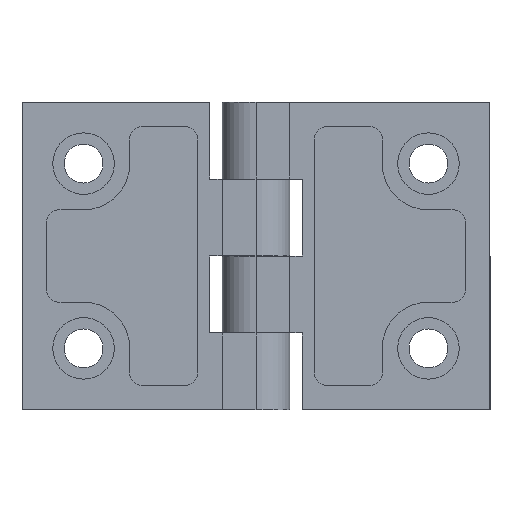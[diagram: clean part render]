
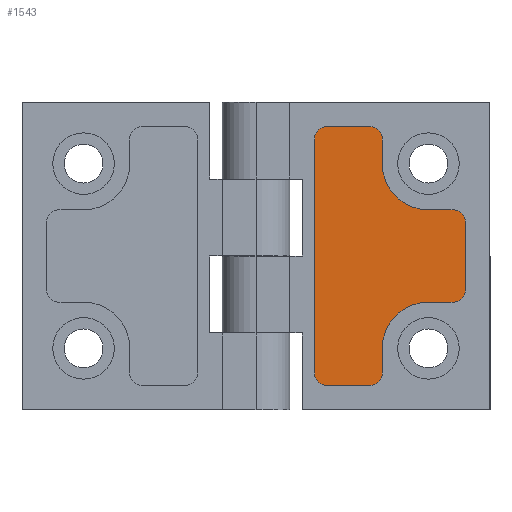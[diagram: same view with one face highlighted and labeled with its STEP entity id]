
A CAD part, front view. The second image highlights one B-rep face of the part: STEP entity #1543.
In plain terms, the highlighted planar face has unit normal (0, -1, 0).
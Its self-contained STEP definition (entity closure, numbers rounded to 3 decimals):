
#21 = AXIS2_PLACEMENT_3D ( 'NONE', #1953, #1948, #151 ) ;
#25 = ORIENTED_EDGE ( 'NONE', *, *, #635, .T. ) ;
#47 = CARTESIAN_POINT ( 'NONE',  ( -9.5, -3., -19. ) ) ;
#56 = VERTEX_POINT ( 'NONE', #885 ) ;
#58 = AXIS2_PLACEMENT_3D ( 'NONE', #636, #642, #641 ) ;
#92 = CIRCLE ( 'NONE', #1034, 2. ) ;
#98 = ORIENTED_EDGE ( 'NONE', *, *, #497, .T. ) ;
#123 = DIRECTION ( 'NONE',  ( -1., 0., 0. ) ) ;
#125 = EDGE_CURVE ( 'NONE', #1546, #1194, #1583, .T. ) ;
#133 = EDGE_CURVE ( 'NONE', #56, #1546, #343, .T. ) ;
#151 = DIRECTION ( 'NONE',  ( 0., 0., 1. ) ) ;
#160 = DIRECTION ( 'NONE',  ( 0., 0., 1. ) ) ;
#188 = CARTESIAN_POINT ( 'NONE',  ( -18.5, -3., 21. ) ) ;
#196 = VERTEX_POINT ( 'NONE', #354 ) ;
#203 = CARTESIAN_POINT ( 'NONE',  ( -18.5, -3., 21. ) ) ;
#206 = ORIENTED_EDGE ( 'NONE', *, *, #621, .T. ) ;
#213 = EDGE_CURVE ( 'NONE', #1187, #1217, #1401, .T. ) ;
#240 = CARTESIAN_POINT ( 'NONE',  ( -32., -3., -7.5 ) ) ;
#241 = CARTESIAN_POINT ( 'NONE',  ( -20.5, -3., -15. ) ) ;
#242 = CARTESIAN_POINT ( 'NONE',  ( -11.5, -3., 21. ) ) ;
#312 = ORIENTED_EDGE ( 'NONE', *, *, #125, .T. ) ;
#343 = LINE ( 'NONE', #542, #500 ) ;
#348 = AXIS2_PLACEMENT_3D ( 'NONE', #1415, #1410, #1408 ) ;
#354 = CARTESIAN_POINT ( 'NONE',  ( -20.5, -3., 19. ) ) ;
#359 = EDGE_CURVE ( 'NONE', #1757, #1187, #478, .T. ) ;
#366 = EDGE_CURVE ( 'NONE', #1570, #56, #92, .T. ) ;
#370 = EDGE_CURVE ( 'NONE', #1368, #1757, #752, .T. ) ;
#387 = VERTEX_POINT ( 'NONE', #1544 ) ;
#391 = EDGE_CURVE ( 'NONE', #880, #565, #1612, .T. ) ;
#426 = EDGE_CURVE ( 'NONE', #710, #880, #1957, .T. ) ;
#435 = FACE_OUTER_BOUND ( 'NONE', #1879, .T. ) ;
#437 = EDGE_CURVE ( 'NONE', #1474, #710, #1919, .T. ) ;
#444 = EDGE_CURVE ( 'NONE', #872, #1474, #670, .T. ) ;
#468 = DIRECTION ( 'NONE',  ( 0., 0., -1. ) ) ;
#478 = CIRCLE ( 'NONE', #1045, 2. ) ;
#497 = EDGE_CURVE ( 'NONE', #1217, #196, #1877, .T. ) ;
#500 = VECTOR ( 'NONE', #468, 1000. ) ;
#542 = CARTESIAN_POINT ( 'NONE',  ( -34., -3., 5.5 ) ) ;
#565 = VERTEX_POINT ( 'NONE', #1272 ) ;
#575 = CARTESIAN_POINT ( 'NONE',  ( -18.5, -3., -21. ) ) ;
#597 = EDGE_CURVE ( 'NONE', #196, #794, #861, .T. ) ;
#612 = CARTESIAN_POINT ( 'NONE',  ( -28., -3., -7.5 ) ) ;
#621 = EDGE_CURVE ( 'NONE', #1194, #872, #1287, .T. ) ;
#635 = EDGE_CURVE ( 'NONE', #565, #1368, #1742, .T. ) ;
#636 = CARTESIAN_POINT ( 'NONE',  ( -32., -3., -5.5 ) ) ;
#641 = DIRECTION ( 'NONE',  ( 0., 0., -1. ) ) ;
#642 = DIRECTION ( 'NONE',  ( 0., -1., 0. ) ) ;
#670 = CIRCLE ( 'NONE', #348, 7.5 ) ;
#676 = EDGE_CURVE ( 'NONE', #794, #387, #779, .T. ) ;
#680 = ORIENTED_EDGE ( 'NONE', *, *, #676, .T. ) ;
#704 = EDGE_CURVE ( 'NONE', #387, #1570, #748, .T. ) ;
#710 = VERTEX_POINT ( 'NONE', #879 ) ;
#731 = AXIS2_PLACEMENT_3D ( 'NONE', #968, #961, #945 ) ;
#746 = ORIENTED_EDGE ( 'NONE', *, *, #444, .T. ) ;
#748 = LINE ( 'NONE', #882, #1996 ) ;
#752 = LINE ( 'NONE', #1580, #1180 ) ;
#776 = AXIS2_PLACEMENT_3D ( 'NONE', #1084, #1068, #1093 ) ;
#779 = CIRCLE ( 'NONE', #731, 7.5 ) ;
#787 = ORIENTED_EDGE ( 'NONE', *, *, #366, .T. ) ;
#794 = VERTEX_POINT ( 'NONE', #816 ) ;
#809 = ORIENTED_EDGE ( 'NONE', *, *, #359, .T. ) ;
#816 = CARTESIAN_POINT ( 'NONE',  ( -20.5, -3., 15. ) ) ;
#861 = LINE ( 'NONE', #1142, #1796 ) ;
#872 = VERTEX_POINT ( 'NONE', #612 ) ;
#879 = CARTESIAN_POINT ( 'NONE',  ( -20.5, -3., -19. ) ) ;
#880 = VERTEX_POINT ( 'NONE', #575 ) ;
#882 = CARTESIAN_POINT ( 'NONE',  ( -32., -3., 7.5 ) ) ;
#885 = CARTESIAN_POINT ( 'NONE',  ( -34., -3., 5.5 ) ) ;
#923 = AXIS2_PLACEMENT_3D ( 'NONE', #1342, #1336, #1327 ) ;
#929 = DIRECTION ( 'NONE',  ( -1., 0., 0. ) ) ;
#944 = VECTOR ( 'NONE', #123, 1000. ) ;
#945 = DIRECTION ( 'NONE',  ( 0., 0., -1. ) ) ;
#961 = DIRECTION ( 'NONE',  ( 0., 1., 0. ) ) ;
#968 = CARTESIAN_POINT ( 'NONE',  ( -28., -3., 15. ) ) ;
#976 = ORIENTED_EDGE ( 'NONE', *, *, #370, .T. ) ;
#987 = AXIS2_PLACEMENT_3D ( 'NONE', #1479, #1477, #1472 ) ;
#1034 = AXIS2_PLACEMENT_3D ( 'NONE', #1608, #1603, #160 ) ;
#1045 = AXIS2_PLACEMENT_3D ( 'NONE', #1626, #1624, #1621 ) ;
#1062 = VECTOR ( 'NONE', #1515, 1000. ) ;
#1068 = DIRECTION ( 'NONE',  ( 0., -1., 0. ) ) ;
#1084 = CARTESIAN_POINT ( 'NONE',  ( -11.5, -3., -19. ) ) ;
#1093 = DIRECTION ( 'NONE',  ( 0., 0., 1. ) ) ;
#1102 = DIRECTION ( 'NONE',  ( 1., 0., 0. ) ) ;
#1110 = CARTESIAN_POINT ( 'NONE',  ( -32., -3., -7.5 ) ) ;
#1128 = CARTESIAN_POINT ( 'NONE',  ( -9.5, -3., 19. ) ) ;
#1136 = DIRECTION ( 'NONE',  ( 0., 0., -1. ) ) ;
#1142 = CARTESIAN_POINT ( 'NONE',  ( -20.5, -3., 15. ) ) ;
#1180 = VECTOR ( 'NONE', #1575, 1000. ) ;
#1181 = ORIENTED_EDGE ( 'NONE', *, *, #391, .T. ) ;
#1187 = VERTEX_POINT ( 'NONE', #242 ) ;
#1194 = VERTEX_POINT ( 'NONE', #240 ) ;
#1211 = ORIENTED_EDGE ( 'NONE', *, *, #704, .T. ) ;
#1217 = VERTEX_POINT ( 'NONE', #188 ) ;
#1224 = VECTOR ( 'NONE', #1102, 1000. ) ;
#1272 = CARTESIAN_POINT ( 'NONE',  ( -11.5, -3., -21. ) ) ;
#1287 = LINE ( 'NONE', #1110, #1224 ) ;
#1327 = DIRECTION ( 'NONE',  ( 0., 0., -1. ) ) ;
#1336 = DIRECTION ( 'NONE',  ( 0., -1., 0. ) ) ;
#1342 = CARTESIAN_POINT ( 'NONE',  ( -18.5, -3., 19. ) ) ;
#1368 = VERTEX_POINT ( 'NONE', #47 ) ;
#1401 = LINE ( 'NONE', #203, #944 ) ;
#1408 = DIRECTION ( 'NONE',  ( 0., 0., 1. ) ) ;
#1410 = DIRECTION ( 'NONE',  ( 0., 1., 0. ) ) ;
#1415 = CARTESIAN_POINT ( 'NONE',  ( -28., -3., -15. ) ) ;
#1430 = VECTOR ( 'NONE', #1464, 1000. ) ;
#1464 = DIRECTION ( 'NONE',  ( 0., 0., -1. ) ) ;
#1472 = DIRECTION ( 'NONE',  ( 0., 0., 1. ) ) ;
#1474 = VERTEX_POINT ( 'NONE', #241 ) ;
#1477 = DIRECTION ( 'NONE',  ( 0., -1., 0. ) ) ;
#1479 = CARTESIAN_POINT ( 'NONE',  ( -18.5, -3., -19. ) ) ;
#1500 = CARTESIAN_POINT ( 'NONE',  ( -20.5, -3., -15. ) ) ;
#1515 = DIRECTION ( 'NONE',  ( 1., 0., 0. ) ) ;
#1539 = CARTESIAN_POINT ( 'NONE',  ( -18.5, -3., -21. ) ) ;
#1543 = ADVANCED_FACE ( 'NONE', ( #435 ), #1955, .F. ) ;
#1544 = CARTESIAN_POINT ( 'NONE',  ( -28., -3., 7.5 ) ) ;
#1546 = VERTEX_POINT ( 'NONE', #1839 ) ;
#1570 = VERTEX_POINT ( 'NONE', #1944 ) ;
#1575 = DIRECTION ( 'NONE',  ( 0., 0., 1. ) ) ;
#1580 = CARTESIAN_POINT ( 'NONE',  ( -9.5, -3., 19. ) ) ;
#1583 = CIRCLE ( 'NONE', #58, 2. ) ;
#1603 = DIRECTION ( 'NONE',  ( 0., -1., 0. ) ) ;
#1608 = CARTESIAN_POINT ( 'NONE',  ( -32., -3., 5.5 ) ) ;
#1611 = ORIENTED_EDGE ( 'NONE', *, *, #133, .T. ) ;
#1612 = LINE ( 'NONE', #1539, #1062 ) ;
#1621 = DIRECTION ( 'NONE',  ( 0., 0., -1. ) ) ;
#1623 = ORIENTED_EDGE ( 'NONE', *, *, #597, .T. ) ;
#1624 = DIRECTION ( 'NONE',  ( 0., -1., 0. ) ) ;
#1626 = CARTESIAN_POINT ( 'NONE',  ( -11.5, -3., 19. ) ) ;
#1698 = ORIENTED_EDGE ( 'NONE', *, *, #426, .T. ) ;
#1742 = CIRCLE ( 'NONE', #776, 2. ) ;
#1757 = VERTEX_POINT ( 'NONE', #1128 ) ;
#1796 = VECTOR ( 'NONE', #1136, 1000. ) ;
#1797 = ORIENTED_EDGE ( 'NONE', *, *, #437, .T. ) ;
#1839 = CARTESIAN_POINT ( 'NONE',  ( -34., -3., -5.5 ) ) ;
#1877 = CIRCLE ( 'NONE', #923, 2. ) ;
#1879 = EDGE_LOOP ( 'NONE', ( #787, #1611, #312, #206, #746, #1797, #1698, #1181, #25, #976, #809, #1904, #98, #1623, #680, #1211 ) ) ;
#1904 = ORIENTED_EDGE ( 'NONE', *, *, #213, .T. ) ;
#1919 = LINE ( 'NONE', #1500, #1430 ) ;
#1944 = CARTESIAN_POINT ( 'NONE',  ( -32., -3., 7.5 ) ) ;
#1948 = DIRECTION ( 'NONE',  ( 0., 1., 0. ) ) ;
#1953 = CARTESIAN_POINT ( 'NONE',  ( -32., -3., 5.5 ) ) ;
#1955 = PLANE ( 'NONE',  #21 ) ;
#1957 = CIRCLE ( 'NONE', #987, 2. ) ;
#1996 = VECTOR ( 'NONE', #929, 1000. ) ;
